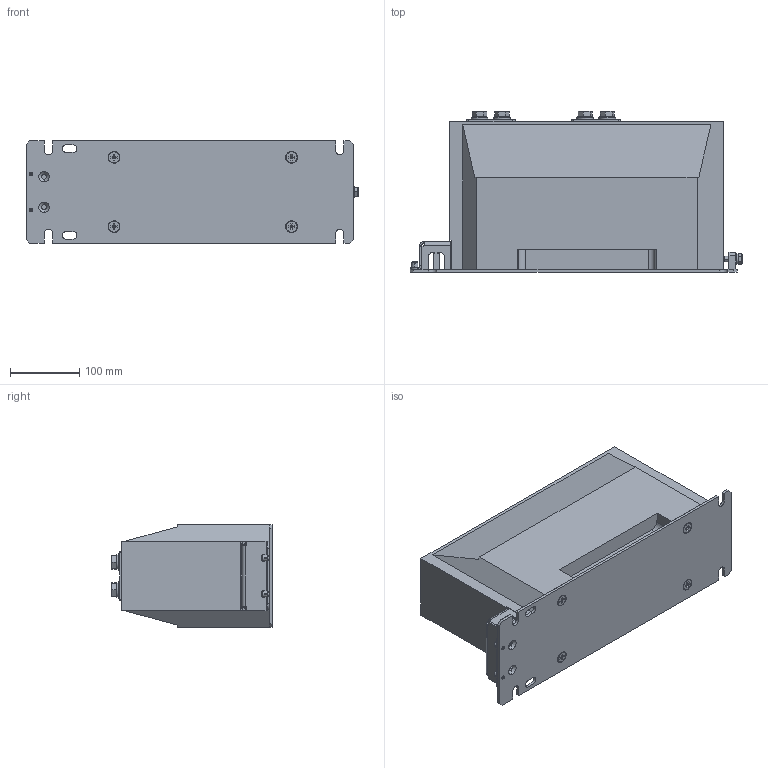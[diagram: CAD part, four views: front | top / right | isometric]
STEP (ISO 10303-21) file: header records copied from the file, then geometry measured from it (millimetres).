
FILE_DESCRIPTION (( 'STEP AP214' ), '1' );
FILE_NAME ('ﾒﾋﾊ-ﾑﾒ-10-11 (2000ﾀ).STEP', '2023-06-26T06:51:05', ( '' ), ( '' ), 'SwSTEP 2.0', 'SolidWorks 2014', '' );
FILE_SCHEMA (( 'AUTOMOTIVE_DESIGN' ));
Length unit declared in the file: millimetre
Products named in the file (21): ÂÅÈÓ.671213.537_’‹Š-10-11 2000€ 32å40 3å ®¡¬; plain washer grade c_din_Washer DIN 126 - 9; ÂÅÈÓ.757465.007À-01  Íàêîíå÷íèê; curved spring lock washer_din_Spring washer DIN 128 - A8; ÂÅÈÓ.758472.007-02  Ãàéêà; hex screw gradec_din_ISO 4018 - M8 x 20-NN; ÂÅÈÓ.758472.006 Ãàéêà ñïåöèàëüíàÿ; Êîðïóñ òëê-10-12(11)_’‹Š-10-11 2000€ 32å40; ÂÅÈÓ.735314.027 Êðûøêà çàùèòíàÿ; 屡扔.733411.103 蚜 务眍忄龛錩-00; 屡扔.757249.006 想囫蜩磬; ﾒﾋﾊ-ﾑﾒ-10-11 (2000ﾀ); 屡扔.733411.004 务眍忄龛錩-00; plain washer grade c_din_Washer DIN 126 - 13.5; curved spring lock washer_din_Spring washer DIN 128 - A12; hex screw gradec_din_ISO 4018 - M12 x 25-NN; curved spring lock washer_din_Spring washer DIN 128 - A5; plain washer grade c_din_Washer DIN 126 - 5.5; hex screw gradec_din_ISO 4018 - M5 x 12-NN; countersunk flat head cross recess screw_din_ISO 7046-1 - M8 x 20 - Z --- 20N; 屡扔.758181.002 妈眚 镫铎徼痤忸黜
Assembly tree (69 placements, depth 3):
  ﾒﾋﾊ-ﾑﾒ-10-11 (2000ﾀ)
    ÂÅÈÓ.671213.537_’‹Š-10-11 2000€ 32å40 3å ®¡¬
      Êîðïóñ òëê-10-12(11)_’‹Š-10-11 2000€ 32å40
      ÂÅÈÓ.758472.006 Ãàéêà ñïåöèàëüíàÿ  x4
      ÂÅÈÓ.758472.007-02  Ãàéêà  x6
      ÂÅÈÓ.757465.007À-01  Íàêîíå÷íèê  x2
    hex screw gradec_din_ISO 4018 - M5 x 12-NN  x6
    plain washer grade c_din_Washer DIN 126 - 5.5  x6
    curved spring lock washer_din_Spring washer DIN 128 - A5  x6
    hex screw gradec_din_ISO 4018 - M12 x 25-NN  x8
    curved spring lock washer_din_Spring washer DIN 128 - A12  x8
    plain washer grade c_din_Washer DIN 126 - 13.5  x8
    屡扔.733411.103 蚜 务眍忄龛錩-00
      屡扔.733411.004 务眍忄龛錩-00
      屡扔.757249.006 想囫蜩磬
    ÂÅÈÓ.735314.027 Êðûøêà çàùèòíàÿ
    hex screw gradec_din_ISO 4018 - M8 x 20-NN
    curved spring lock washer_din_Spring washer DIN 128 - A8
    plain washer grade c_din_Washer DIN 126 - 9
    屡扔.758181.002 妈眚 镫铎徼痤忸黜  x2
    countersunk flat head cross recess screw_din_ISO 7046-1 - M8 x 20 - Z --- 20N  x4
Bounding box: 478.88 x 233.55 x 148 mm (x, y, z)
Volume: 11586208.4 mm3; surface area: 624962.5 mm2
Topology: 67 solids, 67 shells, 1820 faces, 4424 edges, 2744 vertices
Faces by surface type: plane 720, cylinder 398, cone 342, bspline 278, torus 74, sphere 8
Entity records: 38809 total; most frequent: CARTESIAN_POINT 14548, ORIENTED_EDGE 5180, DIRECTION 4050, EDGE_CURVE 2590, VERTEX_POINT 1675, LINE 1456, VECTOR 1456, AXIS2_PLACEMENT_3D 1297
